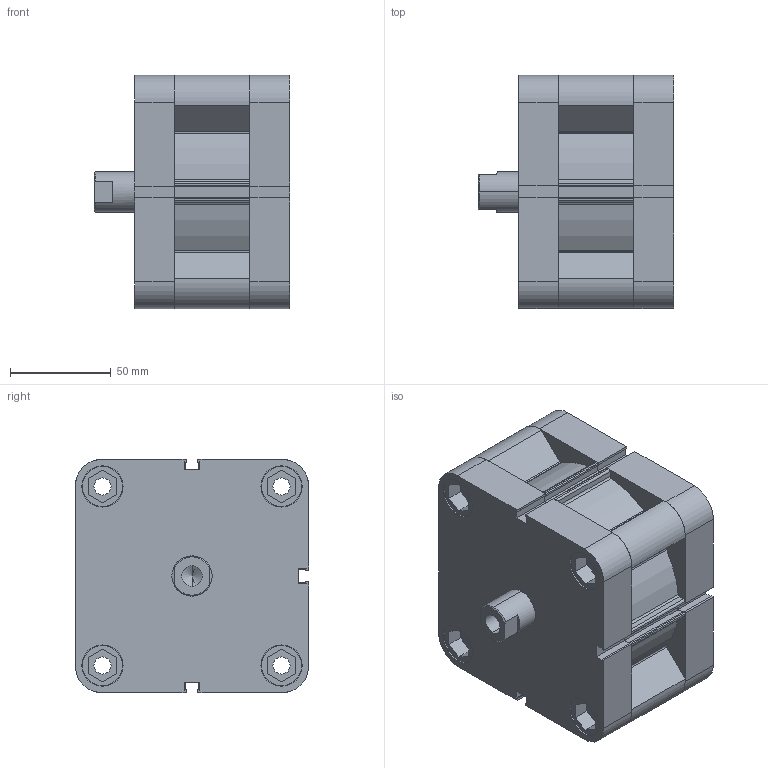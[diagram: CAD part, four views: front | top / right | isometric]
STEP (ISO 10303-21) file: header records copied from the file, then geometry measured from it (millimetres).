
FILE_DESCRIPTION (( 'STEP AP214' ), '1' );
FILE_NAME ('KCE-100-10-CYLINDER.STEP', '2013-07-24T13:43:04', ( '' ), ( '' ), 'SwSTEP 2.0', 'SolidWorks 2010', '' );
FILE_SCHEMA (( 'AUTOMOTIVE_DESIGN' ));
Length unit declared in the file: millimetre
Products named in the file (5): KCE 100  ARKA KAPAK; KCE  100  烰 KAPAK; KCE  100  M尳; KCE 100  BORU_Varsayýlan; KCE-100-10-CYLINDER
Assembly tree (4 placements, depth 2):
  KCE-100-10-CYLINDER
    KCE  100  烰 KAPAK
    KCE 100  ARKA KAPAK
    KCE  100  M尳
    KCE 100  BORU_Varsayýlan
Bounding box: 97 x 116 x 116 mm (x, y, z)
Volume: 812235.5 mm3; surface area: 159246.3 mm2
Topology: 4 solids, 4 shells, 341 faces, 902 edges, 598 vertices
Faces by surface type: plane 198, cylinder 134, cone 9
Entity records: 11084 total; most frequent: DIRECTION 1869, CARTESIAN_POINT 1861, ORIENTED_EDGE 1800, EDGE_CURVE 900, AXIS2_PLACEMENT_3D 626, LINE 617, VECTOR 617, VERTEX_POINT 598
